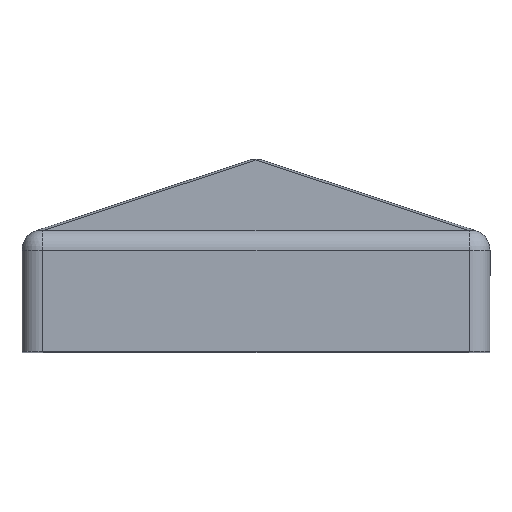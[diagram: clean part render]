
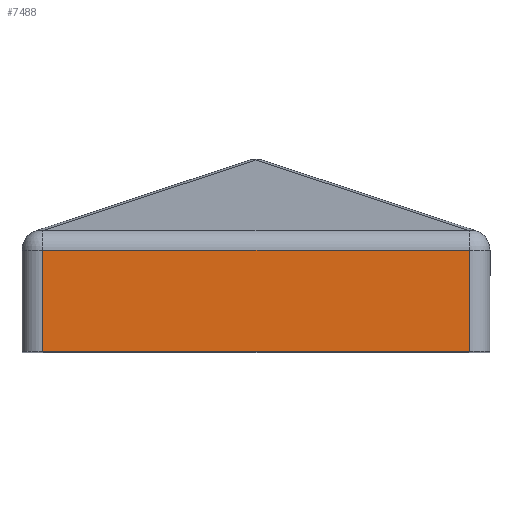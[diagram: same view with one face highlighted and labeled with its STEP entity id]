
A CAD part, top view. The second image highlights one B-rep face of the part: STEP entity #7488.
In plain terms, the highlighted planar face has unit normal (0, 0, 1).
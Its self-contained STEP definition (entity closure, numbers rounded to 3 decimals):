
#1411 = EDGE_CURVE ( 'NONE', #4870, #4600, #4957, .T. ) ;
#1498 = DIRECTION ( 'NONE',  ( 0., 1., 0. ) ) ;
#1668 = DIRECTION ( 'NONE',  ( -1., 0., 0. ) ) ;
#2014 = EDGE_LOOP ( 'NONE', ( #8096, #9482, #11152, #12266 ) ) ;
#2023 = CARTESIAN_POINT ( 'NONE',  ( 15.5, 0., 32. ) ) ;
#2025 = VECTOR ( 'NONE', #3274, 1000. ) ;
#2199 = EDGE_CURVE ( 'NONE', #10018, #10214, #3729, .T. ) ;
#2243 = DIRECTION ( 'NONE',  ( 0., -1., 0. ) ) ;
#2899 = CARTESIAN_POINT ( 'NONE',  ( -17., 30., 32. ) ) ;
#2948 = CARTESIAN_POINT ( 'NONE',  ( -17., 7.35, 32. ) ) ;
#3274 = DIRECTION ( 'NONE',  ( 1., 0., 0. ) ) ;
#3301 = VECTOR ( 'NONE', #2243, 1000. ) ;
#3363 = CARTESIAN_POINT ( 'NONE',  ( -15.5, 0., 32. ) ) ;
#3374 = CARTESIAN_POINT ( 'NONE',  ( -17., 0., 32. ) ) ;
#3729 = LINE ( 'NONE', #2948, #4071 ) ;
#3991 = LINE ( 'NONE', #6628, #3301 ) ;
#4071 = VECTOR ( 'NONE', #5273, 1000. ) ;
#4600 = VERTEX_POINT ( 'NONE', #2023 ) ;
#4817 = CARTESIAN_POINT ( 'NONE',  ( 15.5, 30., 32. ) ) ;
#4870 = VERTEX_POINT ( 'NONE', #3363 ) ;
#4957 = LINE ( 'NONE', #3374, #2025 ) ;
#5273 = DIRECTION ( 'NONE',  ( 1., 0., 0. ) ) ;
#5602 = VECTOR ( 'NONE', #1498, 1000. ) ;
#5788 = AXIS2_PLACEMENT_3D ( 'NONE', #2899, #10560, #1668 ) ;
#5927 = FACE_OUTER_BOUND ( 'NONE', #2014, .T. ) ;
#6082 = EDGE_CURVE ( 'NONE', #4600, #10214, #8484, .T. ) ;
#6628 = CARTESIAN_POINT ( 'NONE',  ( -15.5, 30., 32. ) ) ;
#7488 = ADVANCED_FACE ( 'NONE', ( #5927 ), #9310, .F. ) ;
#8096 = ORIENTED_EDGE ( 'NONE', *, *, #1411, .T. ) ;
#8484 = LINE ( 'NONE', #4817, #5602 ) ;
#8821 = CARTESIAN_POINT ( 'NONE',  ( -15.5, 7.35, 32. ) ) ;
#9198 = EDGE_CURVE ( 'NONE', #10018, #4870, #3991, .T. ) ;
#9310 = PLANE ( 'NONE',  #5788 ) ;
#9482 = ORIENTED_EDGE ( 'NONE', *, *, #6082, .T. ) ;
#10018 = VERTEX_POINT ( 'NONE', #8821 ) ;
#10206 = CARTESIAN_POINT ( 'NONE',  ( 15.5, 7.35, 32. ) ) ;
#10214 = VERTEX_POINT ( 'NONE', #10206 ) ;
#10560 = DIRECTION ( 'NONE',  ( 0., 0., -1. ) ) ;
#11152 = ORIENTED_EDGE ( 'NONE', *, *, #2199, .F. ) ;
#12266 = ORIENTED_EDGE ( 'NONE', *, *, #9198, .T. ) ;
